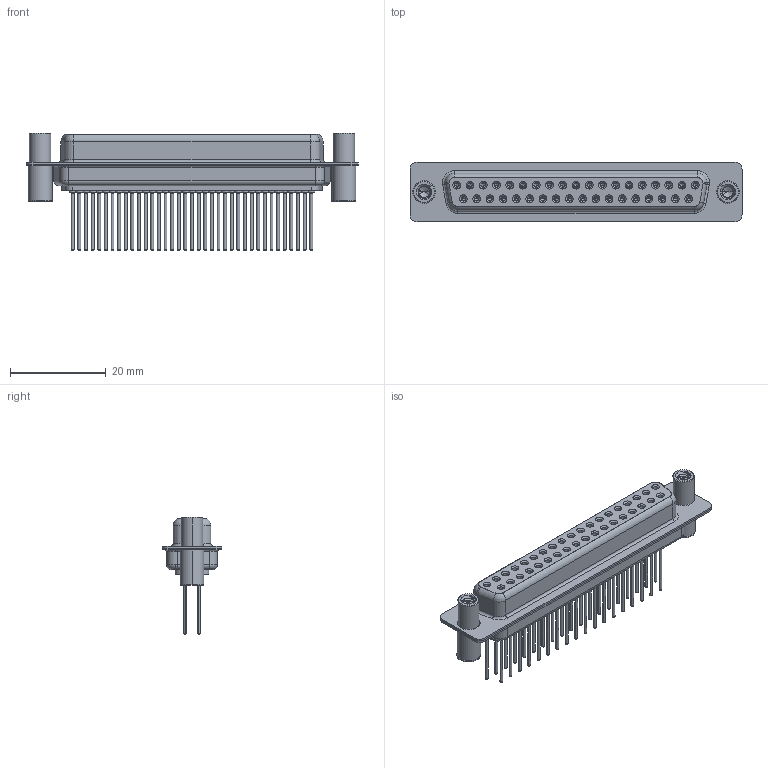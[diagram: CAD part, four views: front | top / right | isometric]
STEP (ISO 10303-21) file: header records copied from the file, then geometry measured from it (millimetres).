
FILE_DESCRIPTION (( 'STEP AP203' ), '1' );
FILE_NAME ('628-M37-323-WT4.STEP', '2020-07-17T05:48:39', ( '' ), ( '' ), 'SwSTEP 2.0', 'SolidWorks 2020', '' );
FILE_SCHEMA (( 'CONFIG_CONTROL_DESIGN' ));
Length unit declared in the file: millimetre
Products named in the file (7): 628M 4-40 Threaded Standoff and Board Spacer; 628M Contact Row 2_23; 628M Shell Front_37 Contacts; 628M Contact Row 1_23; 628-M37-323-WT4; 628M Shell Rear_37 Contacts; 628M Housing_37 Contacts
Assembly tree (42 placements, depth 2):
  628-M37-323-WT4
    628M Housing_37 Contacts
    628M Shell Front_37 Contacts
    628M Shell Rear_37 Contacts
    628M Contact Row 1_23  x19
    628M Contact Row 2_23  x18
    628M 4-40 Threaded Standoff and Board Spacer  x2
Bounding box: 69.4 x 12.5 x 24.47 mm (x, y, z)
Volume: 5610.1 mm3; surface area: 13660.1 mm2
Topology: 42 solids, 42 shells, 2400 faces, 5573 edges, 3414 vertices
Faces by surface type: cylinder 892, plane 628, torus 579, cone 289, bspline 12
Entity records: 28392 total; most frequent: CARTESIAN_POINT 6536, DIRECTION 4664, ORIENTED_EDGE 3882, AXIS2_PLACEMENT_3D 1976, EDGE_CURVE 1941, VERTEX_POINT 1228, CIRCLE 1083, EDGE_LOOP 1069
